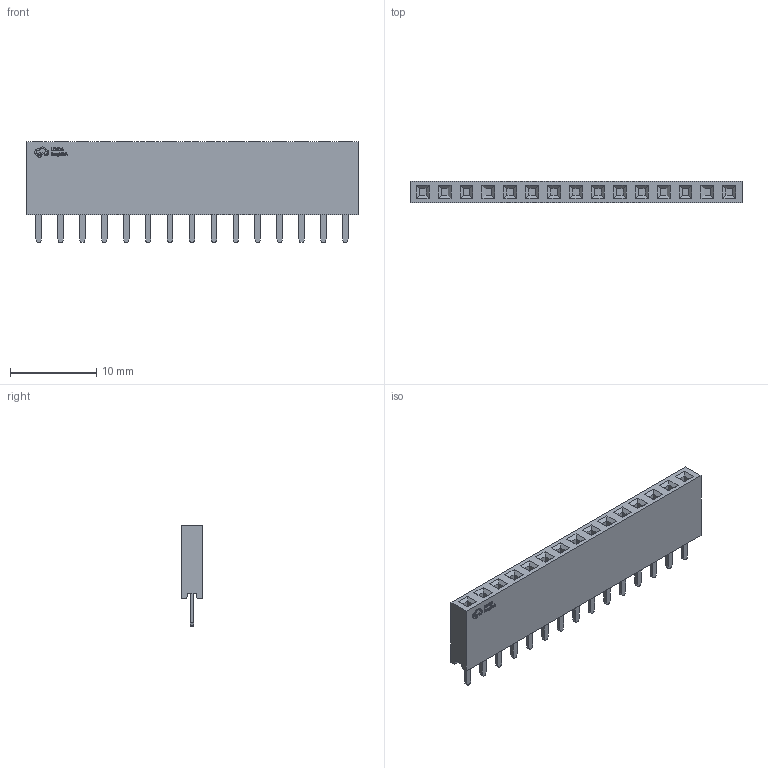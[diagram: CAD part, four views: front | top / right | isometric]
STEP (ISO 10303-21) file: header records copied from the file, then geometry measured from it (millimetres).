
FILE_DESCRIPTION(/* description */ ('Designed by EasyEDA Pro'),/* implementation_level */ '2;1');
FILE_NAME(/* name */ 'PM_2.54_1X15P_LH.step',/* time_stamp */ '2025-03-26T16:00:28+08:00',/* author */ (''),/* organization */ (''),/* preprocessor_version */ 'ST-DEVELOPER v20.1',/* originating_system */ 'Autodesk Translation Framework v14.4.0.0',/* authorisation */ '');
FILE_SCHEMA (('AUTOMOTIVE_DESIGN { 1 0 10303 214 3 1 1 }'));
Length unit declared in the file: millimetre
Products named in the file (6): AKjH-PCBModel; AKjH-Board; AKjH-U1; HDR-TH_15P-P2.54-V-F; COMPOUND; COMPOUND_1
Assembly tree (5 placements, depth 4):
  AKjH-PCBModel
    AKjH-Board
    AKjH-U1
      HDR-TH_15P-P2.54-V-F
        COMPOUND
        COMPOUND_1
Bounding box: 38.5 x 2.51 x 11.7 mm (x, y, z)
Volume: 744.9 mm3; surface area: 1448.3 mm2
Topology: 29 solids, 29 shells, 588 faces, 1440 edges, 940 vertices
Faces by surface type: plane 529, cylinder 31, bspline 28
Full cylindrical faces by diameter (mm): 0.198 x1
Entity records: 18159 total; most frequent: CARTESIAN_POINT 3679, ORIENTED_EDGE 2880, DIRECTION 2588, EDGE_CURVE 1440, LINE 1322, VECTOR 1322, VERTEX_POINT 940, AXIS2_PLACEMENT_3D 633
